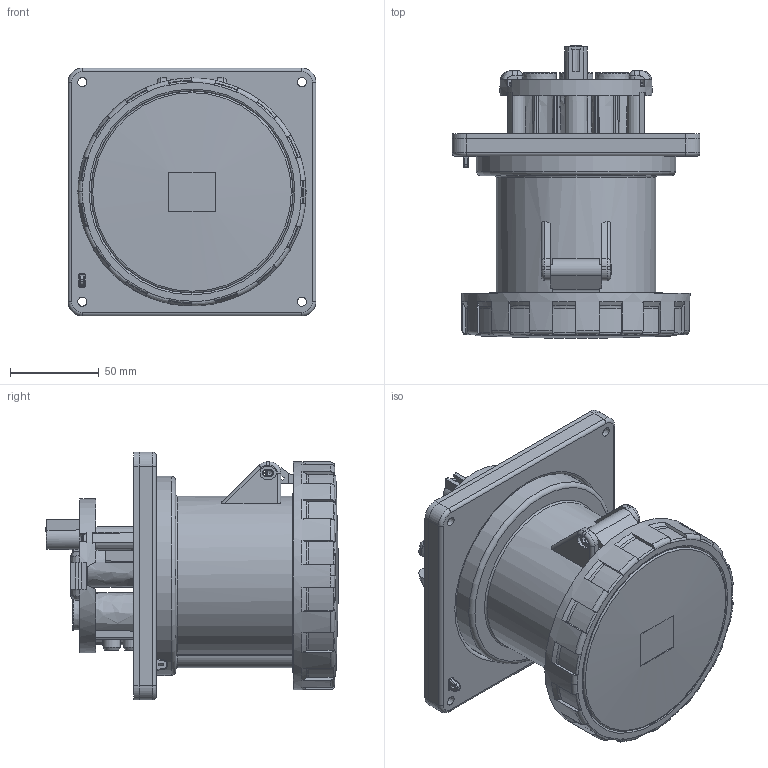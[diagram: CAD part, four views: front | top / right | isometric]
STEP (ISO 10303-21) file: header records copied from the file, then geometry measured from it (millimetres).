
FILE_DESCRIPTION(/* description */ (''),/* implementation_level */ '2;1');
FILE_NAME(/* name */ '4003612.stp',/* time_stamp */ '2019-11-04T08:15:18+01:00',/* author */ (''),/* organization */ (''),/* preprocessor_version */ 'ST-DEVELOPER v16.7',/* originating_system */ 'SIEMENS PLM Software NX 1888',/* authorisation */ '');
FILE_SCHEMA (('AUTOMOTIVE_DESIGN { 1 0 10303 214 3 1 1 1 }'));
Length unit declared in the file: millimetre
Products named in the file (1): BSOMB26489C0fp8j
Bounding box: 139.7 x 164.84 x 139.7 mm (x, y, z)
Volume: 536026.5 mm3; surface area: 387073.8 mm2
Topology: 18 solids, 18 shells, 1892 faces, 4864 edges, 3187 vertices
Faces by surface type: plane 1028, cylinder 435, cone 152, bspline 141, extrusion 70, torus 51, revolution 8, sphere 7
Full cylindrical faces by diameter (mm): 1.4 x3, 2.5 x1, 2.8 x4, 3 x2, 3.2 x3, 3.4 x12, 3.8 x4, 4 x4, 4.3 x3, 4.5 x7, 4.642 x1, 5 x5, 5.1 x4, 6.5 x1, 7 x1, 7.4 x4, 7.75 x3, 8.5 x2, 10 x2, 10.5 x4, 11.3 x2, 12 x1, 12.2 x1, 14.3 x1, 15 x3, 16.8 x1, 18 x1, 18.5 x3, 71.5 x1, 75 x1
Entity records: 71863 total; most frequent: CARTESIAN_POINT 27266, ORIENTED_EDGE 9208, DIRECTION 8660, EDGE_CURVE 4604, VERTEX_POINT 3120, AXIS2_PLACEMENT_3D 3061, VECTOR 2530, LINE 2460
